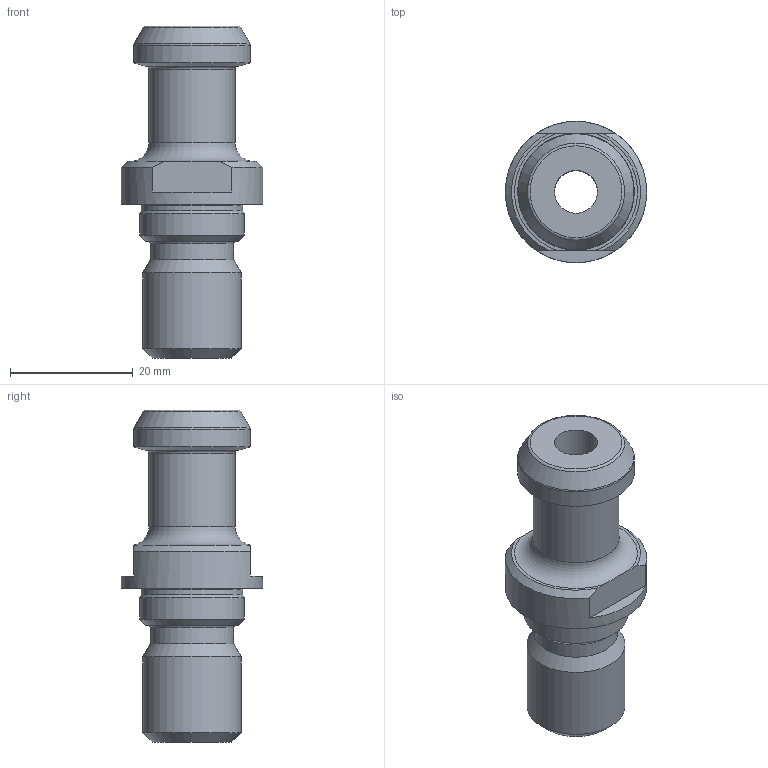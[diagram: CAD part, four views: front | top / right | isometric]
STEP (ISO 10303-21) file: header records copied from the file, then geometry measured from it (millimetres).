
FILE_DESCRIPTION(/* description */ (''),/* implementation_level */ '2;1');
FILE_NAME(/* name */ '1498464866060.stp',/* time_stamp */ '2017-06-26T10:14:29+02:00',/* author */ (''),/* organization */ ('SMS'),/* preprocessor_version */ 'ST-DEVELOPER v15',/* originating_system */ 'SIEMENS PLM Software NX 8.5',/* authorisation */ '');
FILE_SCHEMA (('AUTOMOTIVE_DESIGN { 1 0 10303 214 3 1 1 1 }'));
Length unit declared in the file: millimetre
Products named in the file (1): 201120231MOD000_00
Bounding box: 23 x 23 x 54 mm (x, y, z)
Volume: 9624.2 mm3; surface area: 4808.7 mm2
Topology: 1 solids, 1 shells, 34 faces, 77 edges, 48 vertices
Faces by surface type: plane 11, cone 9, cylinder 8, torus 6
Full cylindrical faces by diameter (mm): 7 x1, 13.5 x1, 14 x1, 16 x1, 16.5 x1, 17 x1, 19 x1, 23 x1
Entity records: 854 total; most frequent: DIRECTION 152, CARTESIAN_POINT 152, ORIENTED_EDGE 98, AXIS2_PLACEMENT_3D 71, EDGE_LOOP 60, FACE_BOUND 52, EDGE_CURVE 49, VERTEX_POINT 41
